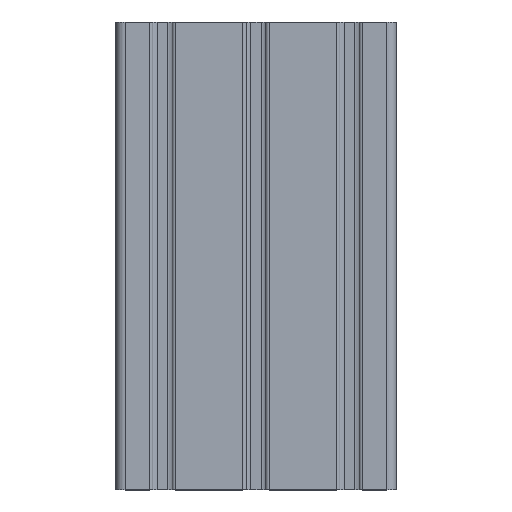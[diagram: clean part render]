
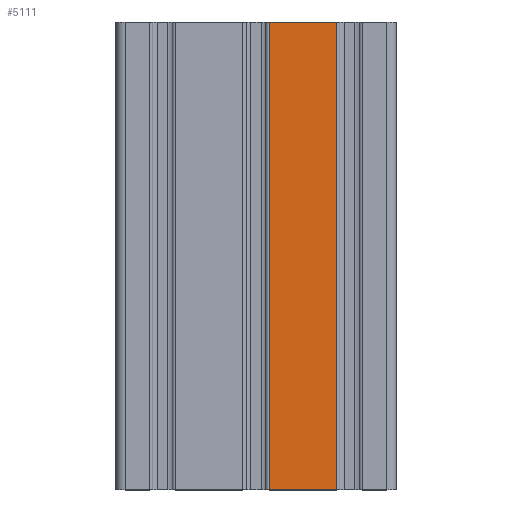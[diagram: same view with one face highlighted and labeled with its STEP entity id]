
A CAD part, top view. The second image highlights one B-rep face of the part: STEP entity #5111.
In plain terms, the highlighted planar face has unit normal (0, 0, 1).
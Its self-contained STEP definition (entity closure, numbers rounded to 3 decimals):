
#20 = FACE_OUTER_BOUND ( 'NONE', #2885, .T. ) ;
#145 = DIRECTION ( 'NONE',  ( -1., 0., 0. ) ) ;
#178 = LINE ( 'NONE', #3514, #4753 ) ;
#257 = LINE ( 'NONE', #5272, #3597 ) ;
#288 = DIRECTION ( 'NONE',  ( 1., 0., 0. ) ) ;
#483 = VERTEX_POINT ( 'NONE', #2680 ) ;
#612 = CARTESIAN_POINT ( 'NONE',  ( 5.6, 200., 20. ) ) ;
#697 = LINE ( 'NONE', #2888, #3109 ) ;
#744 = PLANE ( 'NONE',  #1499 ) ;
#1156 = EDGE_CURVE ( 'NONE', #2172, #483, #697, .T. ) ;
#1499 = AXIS2_PLACEMENT_3D ( 'NONE', #5303, #2560, #288 ) ;
#1885 = VECTOR ( 'NONE', #145, 1000. ) ;
#2092 = LINE ( 'NONE', #612, #1885 ) ;
#2141 = EDGE_CURVE ( 'NONE', #2873, #2799, #257, .T. ) ;
#2172 = VERTEX_POINT ( 'NONE', #3078 ) ;
#2401 = EDGE_CURVE ( 'NONE', #483, #2873, #178, .T. ) ;
#2560 = DIRECTION ( 'NONE',  ( 0., 0., 1. ) ) ;
#2642 = DIRECTION ( 'NONE',  ( 1., 0., 0. ) ) ;
#2680 = CARTESIAN_POINT ( 'NONE',  ( 5.6, 0., 20. ) ) ;
#2722 = ORIENTED_EDGE ( 'NONE', *, *, #2401, .T. ) ;
#2799 = VERTEX_POINT ( 'NONE', #4443 ) ;
#2868 = DIRECTION ( 'NONE',  ( 0., -1., 0. ) ) ;
#2873 = VERTEX_POINT ( 'NONE', #5547 ) ;
#2885 = EDGE_LOOP ( 'NONE', ( #2722, #5854, #5064, #4816 ) ) ;
#2888 = CARTESIAN_POINT ( 'NONE',  ( 5.6, 0., 20. ) ) ;
#3076 = EDGE_CURVE ( 'NONE', #2799, #2172, #2092, .T. ) ;
#3078 = CARTESIAN_POINT ( 'NONE',  ( 5.6, 200., 20. ) ) ;
#3109 = VECTOR ( 'NONE', #2868, 1000. ) ;
#3514 = CARTESIAN_POINT ( 'NONE',  ( 5.6, 0., 20. ) ) ;
#3597 = VECTOR ( 'NONE', #3866, 1000. ) ;
#3866 = DIRECTION ( 'NONE',  ( 0., 1., 0. ) ) ;
#4443 = CARTESIAN_POINT ( 'NONE',  ( 34.4, 200., 20. ) ) ;
#4753 = VECTOR ( 'NONE', #2642, 1000. ) ;
#4816 = ORIENTED_EDGE ( 'NONE', *, *, #1156, .T. ) ;
#5064 = ORIENTED_EDGE ( 'NONE', *, *, #3076, .T. ) ;
#5111 = ADVANCED_FACE ( 'NONE', ( #20 ), #744, .T. ) ;
#5272 = CARTESIAN_POINT ( 'NONE',  ( 34.4, 0., 20. ) ) ;
#5303 = CARTESIAN_POINT ( 'NONE',  ( 5.6, 0., 20. ) ) ;
#5547 = CARTESIAN_POINT ( 'NONE',  ( 34.4, 0., 20. ) ) ;
#5854 = ORIENTED_EDGE ( 'NONE', *, *, #2141, .T. ) ;
